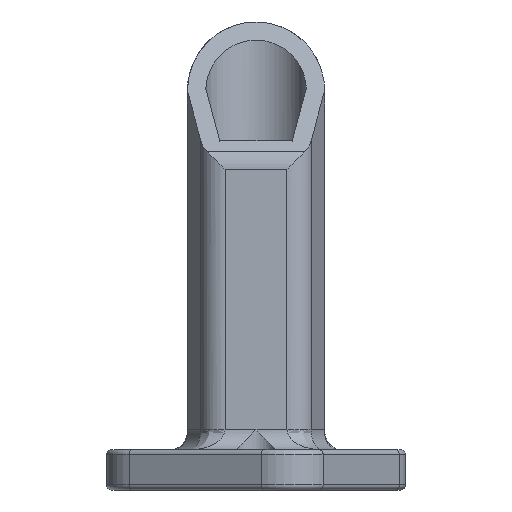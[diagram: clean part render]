
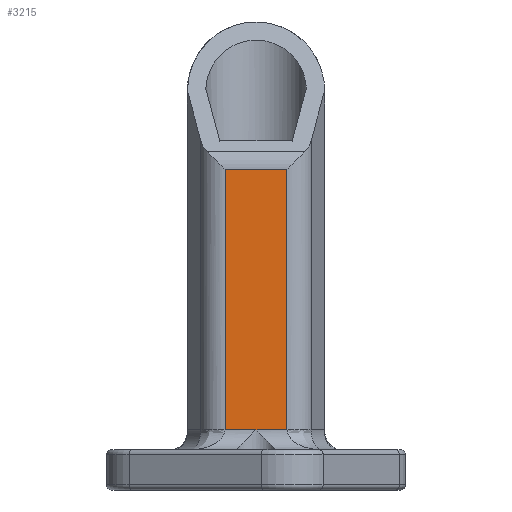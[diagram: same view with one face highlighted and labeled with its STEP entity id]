
A CAD part, front view. The second image highlights one B-rep face of the part: STEP entity #3215.
In plain terms, the highlighted planar face has unit normal (0, -1, 0).
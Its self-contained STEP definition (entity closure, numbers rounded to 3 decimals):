
#82 = DIRECTION ( 'NONE',  ( -1., 0., 0. ) ) ;
#135 = VERTEX_POINT ( 'NONE', #286 ) ;
#162 = CARTESIAN_POINT ( 'NONE',  ( -10., -13.625, 12. ) ) ;
#175 = DIRECTION ( 'NONE',  ( 1., 0., 0. ) ) ;
#270 = FACE_OUTER_BOUND ( 'NONE', #1086, .T. ) ;
#286 = CARTESIAN_POINT ( 'NONE',  ( -6.156, -13.625, 63.679 ) ) ;
#331 = EDGE_CURVE ( 'NONE', #3060, #879, #2922, .T. ) ;
#342 = EDGE_CURVE ( 'NONE', #879, #1728, #1457, .T. ) ;
#347 = EDGE_CURVE ( 'NONE', #1728, #135, #717, .T. ) ;
#354 = EDGE_CURVE ( 'NONE', #135, #3316, #1374, .T. ) ;
#364 = EDGE_CURVE ( 'NONE', #3316, #3060, #2835, .T. ) ;
#489 = DIRECTION ( 'NONE',  ( 0., 0., -1. ) ) ;
#535 = VECTOR ( 'NONE', #175, 1000. ) ;
#717 = LINE ( 'NONE', #1333, #3560 ) ;
#782 = CARTESIAN_POINT ( 'NONE',  ( 6.156, -13.625, 93. ) ) ;
#879 = VERTEX_POINT ( 'NONE', #2651 ) ;
#1077 = CARTESIAN_POINT ( 'NONE',  ( -6.156, -13.625, 93. ) ) ;
#1086 = EDGE_LOOP ( 'NONE', ( #2104, #2842, #3670, #2928, #3766 ) ) ;
#1088 = CARTESIAN_POINT ( 'NONE',  ( -10., -13.625, 12. ) ) ;
#1319 = DIRECTION ( 'NONE',  ( 1., 0., 0. ) ) ;
#1333 = CARTESIAN_POINT ( 'NONE',  ( -10., -13.625, 63.679 ) ) ;
#1374 = LINE ( 'NONE', #1077, #2012 ) ;
#1457 = LINE ( 'NONE', #782, #2098 ) ;
#1596 = DIRECTION ( 'NONE',  ( 0., 0., 1. ) ) ;
#1728 = VERTEX_POINT ( 'NONE', #2610 ) ;
#1817 = DIRECTION ( 'NONE',  ( 0., 1., 0. ) ) ;
#2012 = VECTOR ( 'NONE', #489, 1000. ) ;
#2098 = VECTOR ( 'NONE', #1596, 1000. ) ;
#2104 = ORIENTED_EDGE ( 'NONE', *, *, #331, .T. ) ;
#2126 = CARTESIAN_POINT ( 'NONE',  ( -6.156, -13.625, 12. ) ) ;
#2305 = PLANE ( 'NONE',  #3685 ) ;
#2451 = CARTESIAN_POINT ( 'NONE',  ( 0., -13.625, 12. ) ) ;
#2592 = CARTESIAN_POINT ( 'NONE',  ( -10., -13.625, 93. ) ) ;
#2610 = CARTESIAN_POINT ( 'NONE',  ( 6.156, -13.625, 63.679 ) ) ;
#2651 = CARTESIAN_POINT ( 'NONE',  ( 6.156, -13.625, 12. ) ) ;
#2835 = LINE ( 'NONE', #1088, #535 ) ;
#2842 = ORIENTED_EDGE ( 'NONE', *, *, #342, .T. ) ;
#2922 = LINE ( 'NONE', #162, #3664 ) ;
#2928 = ORIENTED_EDGE ( 'NONE', *, *, #354, .T. ) ;
#3060 = VERTEX_POINT ( 'NONE', #2451 ) ;
#3215 = ADVANCED_FACE ( 'NONE', ( #270 ), #2305, .F. ) ;
#3316 = VERTEX_POINT ( 'NONE', #2126 ) ;
#3560 = VECTOR ( 'NONE', #3621, 1000. ) ;
#3621 = DIRECTION ( 'NONE',  ( -1., 0., 0. ) ) ;
#3664 = VECTOR ( 'NONE', #1319, 1000. ) ;
#3670 = ORIENTED_EDGE ( 'NONE', *, *, #347, .T. ) ;
#3685 = AXIS2_PLACEMENT_3D ( 'NONE', #2592, #1817, #82 ) ;
#3766 = ORIENTED_EDGE ( 'NONE', *, *, #364, .T. ) ;
